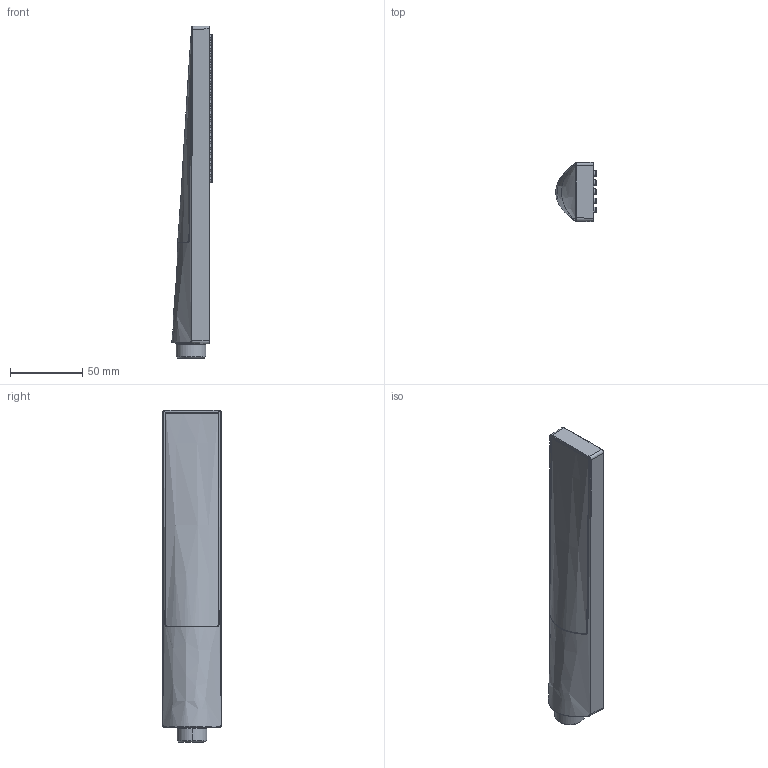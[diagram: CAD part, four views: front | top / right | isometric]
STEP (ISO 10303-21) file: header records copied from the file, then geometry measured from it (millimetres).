
FILE_DESCRIPTION(('CAx-IF Rec.Pracs.---Model Styling and Organization---1.2---2011-12-15','CAx-IF Rec.Pracs.---Geometric and Assembly Validation Properties---4.1---2014-06-16','CAx-IF Rec.Pracs.---PMI Polyline Presentation---2.0---2013-05-24'),'2;1');
FILE_NAME('1000156002_PPR_000.stp','2022-05-16T06:56:28+02:00',(''),(''),'STEP Interface 4.3 by CT CoreTechnologie','3D_Evolution4.3 by CT CoreTechnologie','');
FILE_SCHEMA(('AP203_CONFIGURATION_CONTROLLED_3D_DESIGN_OF_MECHANICAL_PARTS_AND_ASSEMBLIES_MIM_LF'));
Length unit declared in the file: millimetre
Products named in the file (5): P_2 HG Pulsify E Stabhandbrause 1jet 1000156002_PPR_000_A1; P_2 Griff Stab-HB Pulsify E Square 1000155998_PPA_000_A1; P_2 Wasseranschluss Pulsify E Square HB 1000156000_PPA_000_A0; P_2 Deckel Stab-HB Pulsify E Square 1000156001_PPA_000_A0; P_2 Strahleinsatz Stab-HB Pulsify E 1000155999_PPA_000_A0
Assembly tree (4 placements, depth 2):
  P_2 HG Pulsify E Stabhandbrause 1jet 1000156002_PPR_000_A1
    P_2 Griff Stab-HB Pulsify E Square 1000155998_PPA_000_A1
    P_2 Wasseranschluss Pulsify E Square HB 1000156000_PPA_000_A0
    P_2 Deckel Stab-HB Pulsify E Square 1000156001_PPA_000_A0
    P_2 Strahleinsatz Stab-HB Pulsify E 1000155999_PPA_000_A0
Bounding box: 28.09 x 40.79 x 230.15 mm (x, y, z)
Volume: 165865.3 mm3; surface area: 49396.6 mm2
Topology: 71 solids, 71 shells, 2916 faces, 6321 edges, 4018 vertices
Faces by surface type: bspline 1389, plane 1187, cylinder 340
Entity records: 180931 total; most frequent: CARTESIAN_POINT 88794, ORIENTED_EDGE 12628, DIRECTION 12627, EDGE_CURVE 6314, AXIS2_PLACEMENT_3D 4865, VERTEX_POINT 4018, EDGE_LOOP 3394, CIRCLE 3333
